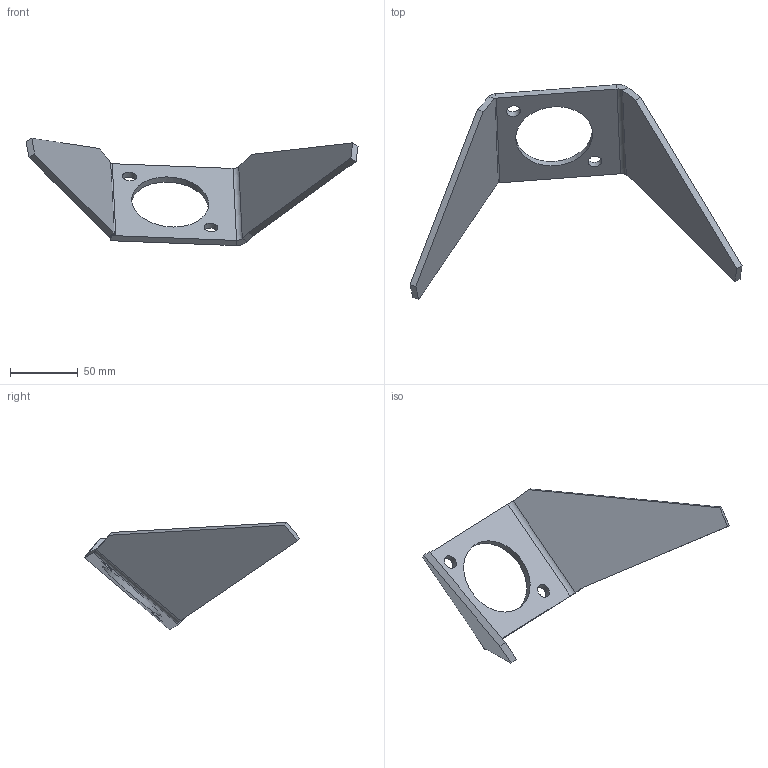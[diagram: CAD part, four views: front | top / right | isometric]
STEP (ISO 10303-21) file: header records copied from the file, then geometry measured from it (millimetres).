
FILE_DESCRIPTION(('Open CASCADE Model'),'2;1');
FILE_NAME('Open CASCADE Shape Model','2017-03-08T23:10:07',('Author'),( 'Open CASCADE'),'Open CASCADE STEP processor 6.8','Open CASCADE 6.8' ,'Unknown');
FILE_SCHEMA(('AUTOMOTIVE_DESIGN_CC2 { 1 2 10303 214 -1 1 5 4 }'));
Length unit declared in the file: millimetre
Products named in the file (1): Open CASCADE STEP translator 6.8 4
Bounding box: 244.93 x 158.47 x 79.1 mm (x, y, z)
Surface area: 42889.6 mm2 (no closed solid volume)
Topology: 0 solids, 1 shells, 30 faces, 68 edges, 40 vertices
Faces by surface type: plane 23, cylinder 7
Full cylindrical faces by diameter (mm): 10.15 x2, 57 x1
Entity records: 2229 total; most frequent: CARTESIAN_POINT 857, DIRECTION 245, LINE 148, VECTOR 148, ORIENTED_EDGE 136, PCURVE 136, DEFINITIONAL_REPRESENTATION 136, EDGE_CURVE 68
